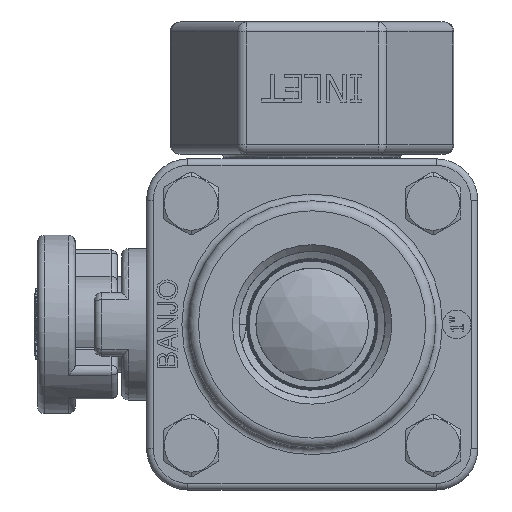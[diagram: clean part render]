
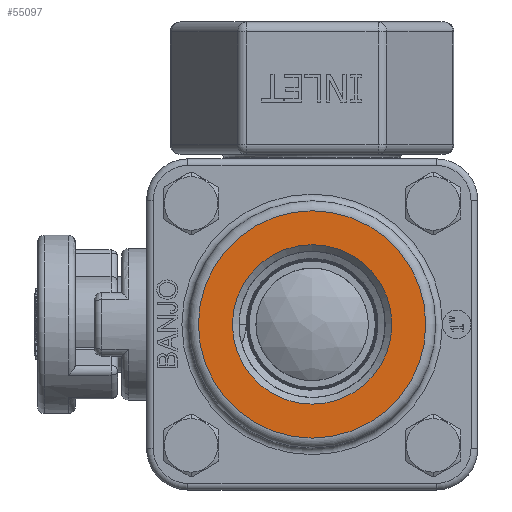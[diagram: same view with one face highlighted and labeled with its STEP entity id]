
A CAD part, left-side view. The second image highlights one B-rep face of the part: STEP entity #55097.
In plain terms, the highlighted face is planar.
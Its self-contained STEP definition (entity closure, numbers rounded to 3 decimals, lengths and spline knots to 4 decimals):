
#14250=FACE_BOUND('',#21985,.T.);
#15662=PLANE('',#58339);
#18610=FACE_OUTER_BOUND('',#21984,.T.);
#21984=EDGE_LOOP('',(#49226));
#21985=EDGE_LOOP('',(#49227));
#23118=CIRCLE('',#58337,1.03);
#23120=CIRCLE('',#58340,0.7225);
#27637=VERTEX_POINT('',#100384);
#27638=VERTEX_POINT('',#100388);
#35003=EDGE_CURVE('',#27637,#27637,#23118,.T.);
#35005=EDGE_CURVE('',#27638,#27638,#23120,.T.);
#49226=ORIENTED_EDGE('',*,*,#35003,.F.);
#49227=ORIENTED_EDGE('',*,*,#35005,.F.);
#55097=ADVANCED_FACE('',(#18610,#14250),#15662,.T.);
#58337=AXIS2_PLACEMENT_3D('',#100385,#67915,#67916);
#58339=AXIS2_PLACEMENT_3D('',#100387,#67919,#67920);
#58340=AXIS2_PLACEMENT_3D('',#100389,#67921,#67922);
#67915=DIRECTION('center_axis',(-1.,0.,0.));
#67916=DIRECTION('ref_axis',(0.,-1.,0.));
#67919=DIRECTION('center_axis',(1.,0.,0.));
#67920=DIRECTION('ref_axis',(0.,0.,-1.));
#67921=DIRECTION('center_axis',(1.,0.,0.));
#67922=DIRECTION('ref_axis',(0.,1.,0.));
#100384=CARTESIAN_POINT('',(1.375,0.,1.03));
#100385=CARTESIAN_POINT('Origin',(1.375,0.,0.));
#100387=CARTESIAN_POINT('Origin',(1.375,0.9213,0.));
#100388=CARTESIAN_POINT('',(1.375,-0.7225,0.));
#100389=CARTESIAN_POINT('Origin',(1.375,0.,0.));
